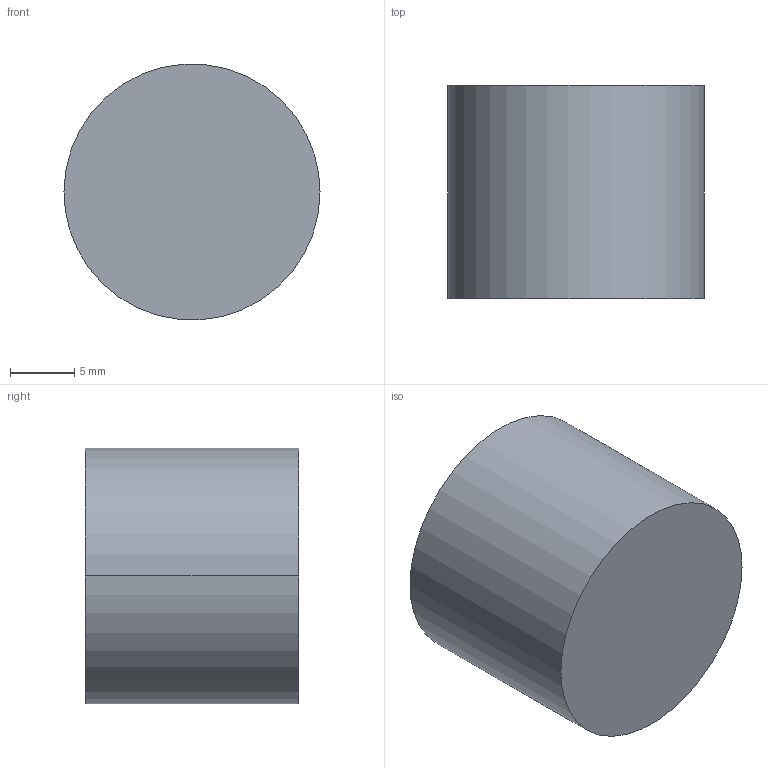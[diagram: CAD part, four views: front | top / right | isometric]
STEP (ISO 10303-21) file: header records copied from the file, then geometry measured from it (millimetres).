
FILE_DESCRIPTION(/* description */ ('VariCAD 2022-2.05 AP-214'),/* implementation_level */ '2;1');
FILE_NAME(/* name */ 'SEN0322 Gravity Oxygen.stp',/* time_stamp */ '2023-01-02T17:43:07+01:00',/* author */ (''),/* organization */ (''),/* preprocessor_version */ 'VariCAD 2022-2.05',/* originating_system */ 'VariCAD 2022-2.05; kernel version (20180118)',/* authorisation */ '');
FILE_SCHEMA(('AUTOMOTIVE_DESIGN'));
Length unit declared in the file: millimetre
Products named in the file (2): SEN0322 Gravity Oxygen; Document61
Assembly tree (1 placements, depth 2):
  SEN0322 Gravity Oxygen
    Document61
Bounding box: 20 x 16.67 x 19.96 mm (x, y, z)
Volume: 5221.5 mm3; surface area: 1691.1 mm2
Topology: 1 solids, 1 shells, 10 faces, 36 edges, 30 vertices
Faces by surface type: cylinder 6, plane 4
Entity records: 682 total; most frequent: CARTESIAN_POINT 376, ORIENTED_EDGE 72, EDGE_CURVE 36, B_SPLINE_CURVE_WITH_KNOTS 36, VERTEX_POINT 30, DIRECTION 28, AXIS2_PLACEMENT_3D 14, EDGE_LOOP 12
